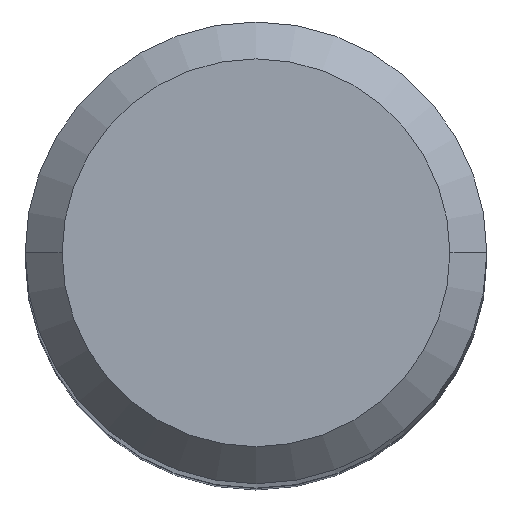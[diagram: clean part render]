
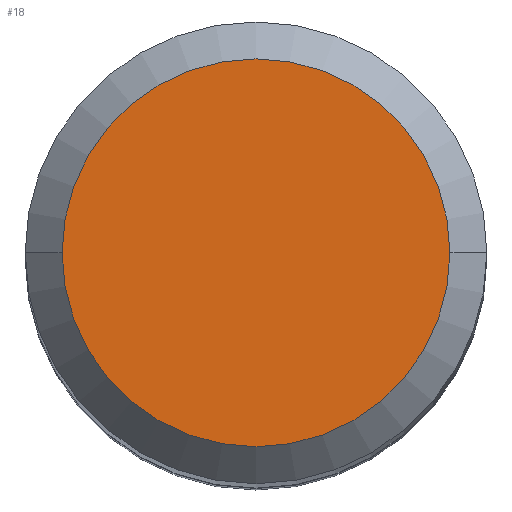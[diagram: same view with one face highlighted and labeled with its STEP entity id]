
A CAD part, top view. The second image highlights one B-rep face of the part: STEP entity #18.
In plain terms, the highlighted planar face has unit normal (0, 0, 1).
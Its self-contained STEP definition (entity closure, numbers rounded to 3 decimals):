
#3 = AXIS2_PLACEMENT_3D ( 'NONE', #169, #469, #224 ) ;
#12 = CARTESIAN_POINT ( 'NONE',  ( 0., 4.2, 0. ) ) ;
#17 = EDGE_LOOP ( 'NONE', ( #159, #457 ) ) ;
#18 = ADVANCED_FACE ( 'NONE', ( #96 ), #548, .F. ) ;
#96 = FACE_OUTER_BOUND ( 'NONE', #17, .T. ) ;
#126 = DIRECTION ( 'NONE',  ( 0., 0., -1. ) ) ;
#135 = AXIS2_PLACEMENT_3D ( 'NONE', #407, #234, #674 ) ;
#159 = ORIENTED_EDGE ( 'NONE', *, *, #235, .T. ) ;
#169 = CARTESIAN_POINT ( 'NONE',  ( 0., 0., 0. ) ) ;
#172 = EDGE_CURVE ( 'NONE', #580, #453, #654, .T. ) ;
#224 = DIRECTION ( 'NONE',  ( 1., 0., 0. ) ) ;
#234 = DIRECTION ( 'NONE',  ( 0., 0., 1. ) ) ;
#235 = EDGE_CURVE ( 'NONE', #453, #580, #714, .T. ) ;
#355 = AXIS2_PLACEMENT_3D ( 'NONE', #12, #126, #356 ) ;
#356 = DIRECTION ( 'NONE',  ( -1., 0., 0. ) ) ;
#407 = CARTESIAN_POINT ( 'NONE',  ( 0., 0., 0. ) ) ;
#439 = CARTESIAN_POINT ( 'NONE',  ( 4.2, 0., 0. ) ) ;
#453 = VERTEX_POINT ( 'NONE', #737 ) ;
#457 = ORIENTED_EDGE ( 'NONE', *, *, #172, .T. ) ;
#469 = DIRECTION ( 'NONE',  ( 0., 0., 1. ) ) ;
#548 = PLANE ( 'NONE',  #355 ) ;
#580 = VERTEX_POINT ( 'NONE', #439 ) ;
#654 = CIRCLE ( 'NONE', #135, 4.2 ) ;
#674 = DIRECTION ( 'NONE',  ( 1., 0., 0. ) ) ;
#714 = CIRCLE ( 'NONE', #3, 4.2 ) ;
#737 = CARTESIAN_POINT ( 'NONE',  ( -4.2, 0., 0. ) ) ;
